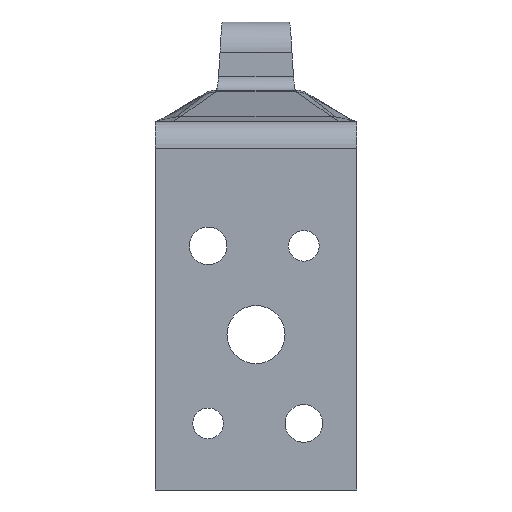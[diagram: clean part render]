
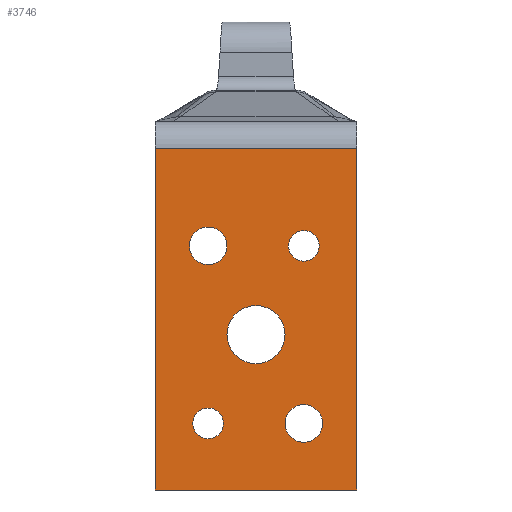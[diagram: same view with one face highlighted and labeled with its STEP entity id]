
A CAD part, front view. The second image highlights one B-rep face of the part: STEP entity #3746.
In plain terms, the highlighted face is planar.
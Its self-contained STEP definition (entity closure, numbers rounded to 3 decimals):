
#34 = CIRCLE ( 'NONE', #3139, 2.75 ) ;
#50 = CARTESIAN_POINT ( 'NONE',  ( -4., -29.25, 0. ) ) ;
#117 = EDGE_CURVE ( 'NONE', #4321, #4385, #1575, .T. ) ;
#143 = DIRECTION ( 'NONE',  ( 1., 0., 0. ) ) ;
#193 = CIRCLE ( 'NONE', #814, 2.25 ) ;
#267 = ORIENTED_EDGE ( 'NONE', *, *, #473, .T. ) ;
#270 = VECTOR ( 'NONE', #3687, 1000. ) ;
#271 = VERTEX_POINT ( 'NONE', #4217 ) ;
#287 = ORIENTED_EDGE ( 'NONE', *, *, #1263, .T. ) ;
#381 = DIRECTION ( 'NONE',  ( 0., 0., 1. ) ) ;
#473 = EDGE_CURVE ( 'NONE', #271, #3722, #2666, .T. ) ;
#475 = CARTESIAN_POINT ( 'NONE',  ( -4., -2., -14.75 ) ) ;
#506 = VERTEX_POINT ( 'NONE', #1205 ) ;
#562 = CIRCLE ( 'NONE', #4519, 2.75 ) ;
#581 = DIRECTION ( 'NONE',  ( 1., 0., 0. ) ) ;
#603 = CARTESIAN_POINT ( 'NONE',  ( -4., -40., -7. ) ) ;
#618 = CARTESIAN_POINT ( 'NONE',  ( -4., -42.25, -7. ) ) ;
#721 = DIRECTION ( 'NONE',  ( 0., -1., 0. ) ) ;
#741 = CARTESIAN_POINT ( 'NONE',  ( -4., -2., -14.75 ) ) ;
#785 = EDGE_CURVE ( 'NONE', #506, #4327, #3212, .T. ) ;
#804 = VECTOR ( 'NONE', #381, 1000. ) ;
#814 = AXIS2_PLACEMENT_3D ( 'NONE', #3131, #2014, #1264 ) ;
#839 = DIRECTION ( 'NONE',  ( 0., -1., 0. ) ) ;
#854 = EDGE_LOOP ( 'NONE', ( #1377, #4061 ) ) ;
#979 = VERTEX_POINT ( 'NONE', #2736 ) ;
#1014 = DIRECTION ( 'NONE',  ( 0., -1., 0. ) ) ;
#1051 = AXIS2_PLACEMENT_3D ( 'NONE', #50, #2245, #3018 ) ;
#1065 = DIRECTION ( 'NONE',  ( 0., -1., 0. ) ) ;
#1131 = AXIS2_PLACEMENT_3D ( 'NONE', #1718, #3198, #1014 ) ;
#1169 = VERTEX_POINT ( 'NONE', #2934 ) ;
#1200 = CIRCLE ( 'NONE', #4685, 2.75 ) ;
#1205 = CARTESIAN_POINT ( 'NONE',  ( -4., -25., 0. ) ) ;
#1218 = VERTEX_POINT ( 'NONE', #2618 ) ;
#1263 = EDGE_CURVE ( 'NONE', #3915, #4321, #2178, .T. ) ;
#1264 = DIRECTION ( 'NONE',  ( 0., -1., 0. ) ) ;
#1377 = ORIENTED_EDGE ( 'NONE', *, *, #2873, .T. ) ;
#1396 = CARTESIAN_POINT ( 'NONE',  ( -4., -42.25, 7. ) ) ;
#1417 = EDGE_CURVE ( 'NONE', #4327, #506, #4601, .T. ) ;
#1438 = AXIS2_PLACEMENT_3D ( 'NONE', #1864, #1483, #839 ) ;
#1483 = DIRECTION ( 'NONE',  ( 1., 0., 0. ) ) ;
#1575 = LINE ( 'NONE', #2623, #804 ) ;
#1581 = CIRCLE ( 'NONE', #4297, 2.75 ) ;
#1629 = ORIENTED_EDGE ( 'NONE', *, *, #785, .T. ) ;
#1630 = DIRECTION ( 'NONE',  ( 0., -1., 0. ) ) ;
#1694 = FACE_BOUND ( 'NONE', #2840, .T. ) ;
#1718 = CARTESIAN_POINT ( 'NONE',  ( -4., -2., -14.75 ) ) ;
#1740 = AXIS2_PLACEMENT_3D ( 'NONE', #618, #2104, #3613 ) ;
#1771 = PLANE ( 'NONE',  #1131 ) ;
#1794 = CARTESIAN_POINT ( 'NONE',  ( -4., -18.5, 7. ) ) ;
#1864 = CARTESIAN_POINT ( 'NONE',  ( -4., -16.25, 7. ) ) ;
#1888 = EDGE_CURVE ( 'NONE', #2869, #2648, #2674, .T. ) ;
#1943 = LINE ( 'NONE', #3063, #270 ) ;
#1959 = CARTESIAN_POINT ( 'NONE',  ( -4., -52., 14.75 ) ) ;
#2014 = DIRECTION ( 'NONE',  ( 1., 0., 0. ) ) ;
#2104 = DIRECTION ( 'NONE',  ( 1., 0., 0. ) ) ;
#2149 = CARTESIAN_POINT ( 'NONE',  ( -4., -19., -7. ) ) ;
#2171 = VERTEX_POINT ( 'NONE', #2149 ) ;
#2178 = LINE ( 'NONE', #3608, #3136 ) ;
#2194 = ORIENTED_EDGE ( 'NONE', *, *, #4659, .T. ) ;
#2245 = DIRECTION ( 'NONE',  ( 1., 0., 0. ) ) ;
#2353 = ORIENTED_EDGE ( 'NONE', *, *, #3449, .F. ) ;
#2430 = AXIS2_PLACEMENT_3D ( 'NONE', #3195, #3970, #1065 ) ;
#2442 = FACE_BOUND ( 'NONE', #3468, .T. ) ;
#2450 = DIRECTION ( 'NONE',  ( 0., -1., 0. ) ) ;
#2452 = CARTESIAN_POINT ( 'NONE',  ( -4., -16.25, -7. ) ) ;
#2505 = EDGE_LOOP ( 'NONE', ( #3702, #2353, #287, #2721 ) ) ;
#2618 = CARTESIAN_POINT ( 'NONE',  ( -4., -45., 7. ) ) ;
#2623 = CARTESIAN_POINT ( 'NONE',  ( -4., -52., -14.75 ) ) ;
#2640 = DIRECTION ( 'NONE',  ( 1., 0., 0. ) ) ;
#2648 = VERTEX_POINT ( 'NONE', #3480 ) ;
#2666 = CIRCLE ( 'NONE', #1438, 2.25 ) ;
#2674 = CIRCLE ( 'NONE', #3607, 2.25 ) ;
#2714 = LINE ( 'NONE', #475, #3061 ) ;
#2721 = ORIENTED_EDGE ( 'NONE', *, *, #117, .T. ) ;
#2736 = CARTESIAN_POINT ( 'NONE',  ( -4., -39.5, 7. ) ) ;
#2826 = ORIENTED_EDGE ( 'NONE', *, *, #4512, .T. ) ;
#2840 = EDGE_LOOP ( 'NONE', ( #3854, #2194 ) ) ;
#2846 = VERTEX_POINT ( 'NONE', #3935 ) ;
#2869 = VERTEX_POINT ( 'NONE', #603 ) ;
#2873 = EDGE_CURVE ( 'NONE', #979, #1218, #1200, .T. ) ;
#2905 = EDGE_CURVE ( 'NONE', #1218, #979, #34, .T. ) ;
#2934 = CARTESIAN_POINT ( 'NONE',  ( -4., -2., 14.75 ) ) ;
#3018 = DIRECTION ( 'NONE',  ( 0., -1., 0. ) ) ;
#3061 = VECTOR ( 'NONE', #4189, 1000. ) ;
#3063 = CARTESIAN_POINT ( 'NONE',  ( -4., -2., 14.75 ) ) ;
#3131 = CARTESIAN_POINT ( 'NONE',  ( -4., -16.25, 7. ) ) ;
#3136 = VECTOR ( 'NONE', #4769, 1000. ) ;
#3139 = AXIS2_PLACEMENT_3D ( 'NONE', #3233, #4706, #3520 ) ;
#3195 = CARTESIAN_POINT ( 'NONE',  ( -4., -29.25, 0. ) ) ;
#3198 = DIRECTION ( 'NONE',  ( -1., 0., 0. ) ) ;
#3212 = CIRCLE ( 'NONE', #2430, 4.25 ) ;
#3233 = CARTESIAN_POINT ( 'NONE',  ( -4., -42.25, 7. ) ) ;
#3376 = CARTESIAN_POINT ( 'NONE',  ( -4., -33.5, 0. ) ) ;
#3378 = ORIENTED_EDGE ( 'NONE', *, *, #4021, .T. ) ;
#3422 = ORIENTED_EDGE ( 'NONE', *, *, #4060, .T. ) ;
#3449 = EDGE_CURVE ( 'NONE', #3915, #1169, #2714, .T. ) ;
#3468 = EDGE_LOOP ( 'NONE', ( #3422, #2826 ) ) ;
#3480 = CARTESIAN_POINT ( 'NONE',  ( -4., -44.5, -7. ) ) ;
#3514 = CIRCLE ( 'NONE', #1740, 2.25 ) ;
#3520 = DIRECTION ( 'NONE',  ( 0., -1., 0. ) ) ;
#3607 = AXIS2_PLACEMENT_3D ( 'NONE', #3646, #3620, #2450 ) ;
#3608 = CARTESIAN_POINT ( 'NONE',  ( -4., -2., -14.75 ) ) ;
#3613 = DIRECTION ( 'NONE',  ( 0., -1., 0. ) ) ;
#3620 = DIRECTION ( 'NONE',  ( 1., 0., 0. ) ) ;
#3646 = CARTESIAN_POINT ( 'NONE',  ( -4., -42.25, -7. ) ) ;
#3687 = DIRECTION ( 'NONE',  ( 0., -1., 0. ) ) ;
#3702 = ORIENTED_EDGE ( 'NONE', *, *, #3920, .F. ) ;
#3713 = CARTESIAN_POINT ( 'NONE',  ( -4., -16.25, -7. ) ) ;
#3722 = VERTEX_POINT ( 'NONE', #1794 ) ;
#3746 = ADVANCED_FACE ( 'NONE', ( #1694, #2442, #4338, #3894, #4364, #4391 ), #1771, .T. ) ;
#3770 = ORIENTED_EDGE ( 'NONE', *, *, #1417, .T. ) ;
#3854 = ORIENTED_EDGE ( 'NONE', *, *, #1888, .T. ) ;
#3894 = FACE_BOUND ( 'NONE', #4639, .T. ) ;
#3915 = VERTEX_POINT ( 'NONE', #741 ) ;
#3920 = EDGE_CURVE ( 'NONE', #1169, #4385, #1943, .T. ) ;
#3935 = CARTESIAN_POINT ( 'NONE',  ( -4., -13.5, -7. ) ) ;
#3970 = DIRECTION ( 'NONE',  ( 1., 0., 0. ) ) ;
#4021 = EDGE_CURVE ( 'NONE', #3722, #271, #193, .T. ) ;
#4060 = EDGE_CURVE ( 'NONE', #2846, #2171, #562, .T. ) ;
#4061 = ORIENTED_EDGE ( 'NONE', *, *, #2905, .T. ) ;
#4125 = CARTESIAN_POINT ( 'NONE',  ( -4., -52., -14.75 ) ) ;
#4189 = DIRECTION ( 'NONE',  ( 0., 0., 1. ) ) ;
#4217 = CARTESIAN_POINT ( 'NONE',  ( -4., -14., 7. ) ) ;
#4297 = AXIS2_PLACEMENT_3D ( 'NONE', #3713, #2640, #721 ) ;
#4304 = DIRECTION ( 'NONE',  ( 0., -1., 0. ) ) ;
#4321 = VERTEX_POINT ( 'NONE', #4125 ) ;
#4327 = VERTEX_POINT ( 'NONE', #3376 ) ;
#4338 = FACE_BOUND ( 'NONE', #854, .T. ) ;
#4364 = FACE_BOUND ( 'NONE', #4540, .T. ) ;
#4385 = VERTEX_POINT ( 'NONE', #1959 ) ;
#4391 = FACE_OUTER_BOUND ( 'NONE', #2505, .T. ) ;
#4512 = EDGE_CURVE ( 'NONE', #2171, #2846, #1581, .T. ) ;
#4519 = AXIS2_PLACEMENT_3D ( 'NONE', #2452, #143, #1630 ) ;
#4540 = EDGE_LOOP ( 'NONE', ( #267, #3378 ) ) ;
#4601 = CIRCLE ( 'NONE', #1051, 4.25 ) ;
#4639 = EDGE_LOOP ( 'NONE', ( #1629, #3770 ) ) ;
#4659 = EDGE_CURVE ( 'NONE', #2648, #2869, #3514, .T. ) ;
#4685 = AXIS2_PLACEMENT_3D ( 'NONE', #1396, #581, #4304 ) ;
#4706 = DIRECTION ( 'NONE',  ( 1., 0., 0. ) ) ;
#4769 = DIRECTION ( 'NONE',  ( 0., -1., 0. ) ) ;
